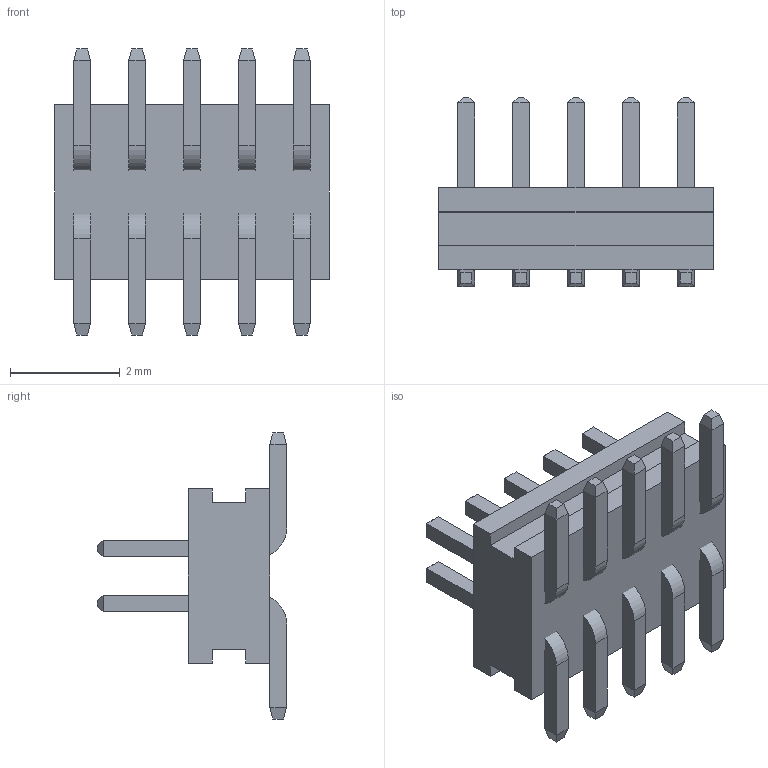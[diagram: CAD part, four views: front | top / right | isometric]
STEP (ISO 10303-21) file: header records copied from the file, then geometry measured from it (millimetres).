
FILE_DESCRIPTION(/* description */ ('STEP AP203'),/* implementation_level */ '2;1');
FILE_NAME(/* name */ 'FTMH-105-03-F-DV-FR',/* time_stamp */ '2025-02-12T14:47:13+01:00',/* author */ ('License CC BY-ND 4.0'),/* organization */ ('CADENAS'),/* preprocessor_version */ 'ST-DEVELOPER v19.3',/* originating_system */ 'PARTsolutions',/* authorisation */ ' ');
FILE_SCHEMA (('CONFIG_CONTROL_DESIGN'));
Length unit declared in the file: inch
Products named in the file (4): FTMH-105-03-F-DV-FR; FTMH-105-03-F-DV_body; FTMH-105-03-F-DV_pins1; FTMH-105-03-F-DV_PINS2
Assembly tree (3 placements, depth 2):
  FTMH-105-03-F-DV-FR
    FTMH-105-03-F-DV_body
    FTMH-105-03-F-DV_pins1
    FTMH-105-03-F-DV_PINS2
Bounding box: 5 x 3.44 x 5.21 mm (x, y, z)
Volume: 28.2 mm3; surface area: 152.2 mm2
Topology: 3 solids, 3 shells, 238 faces, 616 edges, 384 vertices
Faces by surface type: plane 228, cylinder 10
Entity records: 7125 total; most frequent: CARTESIAN_POINT 1242, ORIENTED_EDGE 1232, DIRECTION 1120, EDGE_CURVE 616, LINE 596, VECTOR 596, VERTEX_POINT 384, AXIS2_PLACEMENT_3D 262
